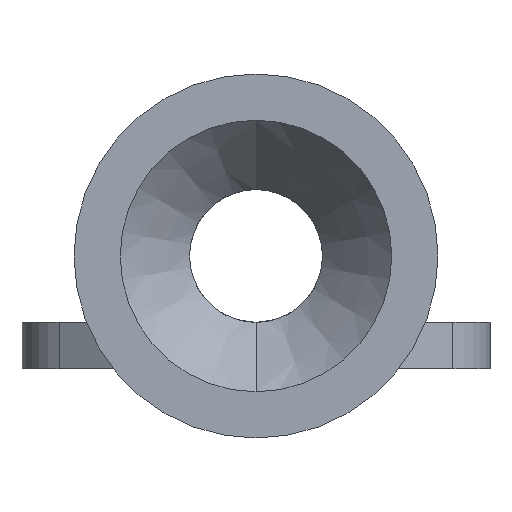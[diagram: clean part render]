
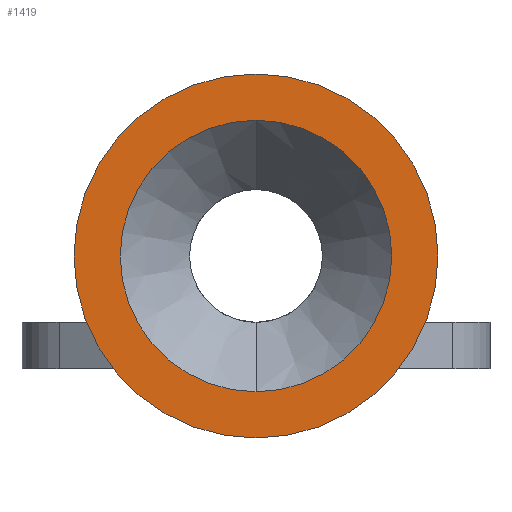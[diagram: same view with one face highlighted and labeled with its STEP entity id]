
A CAD part, front view. The second image highlights one B-rep face of the part: STEP entity #1419.
In plain terms, the highlighted planar face has unit normal (0, -1, 0).
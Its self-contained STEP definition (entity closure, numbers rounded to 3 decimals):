
#53 = DIRECTION ( 'NONE',  ( 0., 0., 1. ) ) ;
#83 = DIRECTION ( 'NONE',  ( 0., 0., -1. ) ) ;
#89 = FACE_OUTER_BOUND ( 'NONE', #121, .T. ) ;
#121 = EDGE_LOOP ( 'NONE', ( #741, #774 ) ) ;
#165 = DIRECTION ( 'NONE',  ( 0., -1., 0. ) ) ;
#173 = ORIENTED_EDGE ( 'NONE', *, *, #655, .F. ) ;
#188 = DIRECTION ( 'NONE',  ( 0., -1., 0. ) ) ;
#336 = PLANE ( 'NONE',  #1705 ) ;
#342 = DIRECTION ( 'NONE',  ( 0., 0., -1. ) ) ;
#358 = CARTESIAN_POINT ( 'NONE',  ( -2.35, 0., 0. ) ) ;
#426 = CIRCLE ( 'NONE', #1551, 3.15 ) ;
#448 = CIRCLE ( 'NONE', #605, 2.35 ) ;
#536 = EDGE_LOOP ( 'NONE', ( #173, #742 ) ) ;
#585 = DIRECTION ( 'NONE',  ( 0., 1., 0. ) ) ;
#605 = AXIS2_PLACEMENT_3D ( 'NONE', #1297, #1445, #1568 ) ;
#619 = CARTESIAN_POINT ( 'NONE',  ( 0., 0., 3.15 ) ) ;
#655 = EDGE_CURVE ( 'NONE', #658, #1318, #448, .T. ) ;
#658 = VERTEX_POINT ( 'NONE', #929 ) ;
#669 = CIRCLE ( 'NONE', #799, 3.15 ) ;
#684 = VERTEX_POINT ( 'NONE', #949 ) ;
#697 = CARTESIAN_POINT ( 'NONE',  ( 0., 0., 0. ) ) ;
#725 = CARTESIAN_POINT ( 'NONE',  ( 0., 0., 0. ) ) ;
#730 = CARTESIAN_POINT ( 'NONE',  ( 0., 0., 2.35 ) ) ;
#740 = EDGE_CURVE ( 'NONE', #1318, #658, #1063, .T. ) ;
#741 = ORIENTED_EDGE ( 'NONE', *, *, #1414, .T. ) ;
#742 = ORIENTED_EDGE ( 'NONE', *, *, #740, .F. ) ;
#774 = ORIENTED_EDGE ( 'NONE', *, *, #1629, .T. ) ;
#799 = AXIS2_PLACEMENT_3D ( 'NONE', #1121, #188, #869 ) ;
#869 = DIRECTION ( 'NONE',  ( 0., 0., -1. ) ) ;
#929 = CARTESIAN_POINT ( 'NONE',  ( 0., 0., -2.35 ) ) ;
#949 = CARTESIAN_POINT ( 'NONE',  ( 0., 0., -3.15 ) ) ;
#993 = DIRECTION ( 'NONE',  ( 0., -1., 0. ) ) ;
#1063 = CIRCLE ( 'NONE', #1299, 2.35 ) ;
#1121 = CARTESIAN_POINT ( 'NONE',  ( 0., 0., 0. ) ) ;
#1266 = FACE_BOUND ( 'NONE', #536, .T. ) ;
#1297 = CARTESIAN_POINT ( 'NONE',  ( 0., 0., 0. ) ) ;
#1299 = AXIS2_PLACEMENT_3D ( 'NONE', #725, #993, #342 ) ;
#1318 = VERTEX_POINT ( 'NONE', #730 ) ;
#1379 = VERTEX_POINT ( 'NONE', #619 ) ;
#1414 = EDGE_CURVE ( 'NONE', #684, #1379, #669, .T. ) ;
#1419 = ADVANCED_FACE ( 'NONE', ( #1266, #89 ), #336, .F. ) ;
#1445 = DIRECTION ( 'NONE',  ( 0., -1., 0. ) ) ;
#1551 = AXIS2_PLACEMENT_3D ( 'NONE', #697, #165, #83 ) ;
#1568 = DIRECTION ( 'NONE',  ( 0., 0., -1. ) ) ;
#1629 = EDGE_CURVE ( 'NONE', #1379, #684, #426, .T. ) ;
#1705 = AXIS2_PLACEMENT_3D ( 'NONE', #358, #585, #53 ) ;
